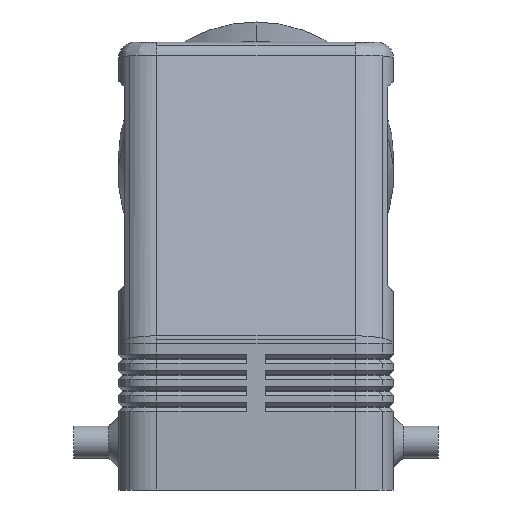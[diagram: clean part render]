
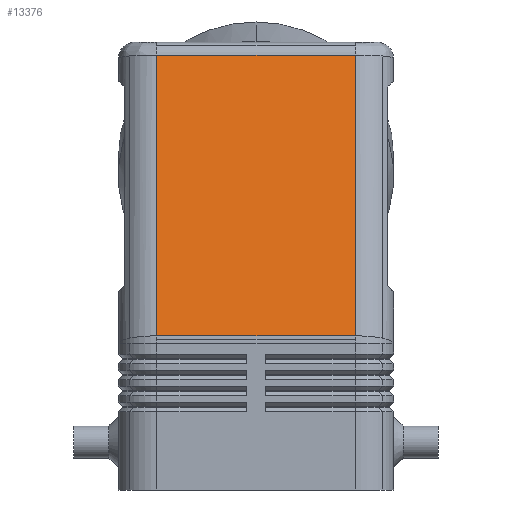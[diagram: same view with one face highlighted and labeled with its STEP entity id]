
A CAD part, left-side view. The second image highlights one B-rep face of the part: STEP entity #13376.
In plain terms, the highlighted planar face has unit normal (-0.98, 0, 0.2).
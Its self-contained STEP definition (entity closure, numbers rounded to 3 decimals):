
#495=CARTESIAN_POINT('',(-36.379,-15.5,24.094));
#496=VERTEX_POINT('',#495);
#504=CARTESIAN_POINT('',(-36.379,15.5,24.094));
#505=VERTEX_POINT('',#504);
#506=CARTESIAN_POINT('',(-36.379,-15.5,24.094));
#507=DIRECTION('',(0.0,1.0,0.0));
#508=VECTOR('',#507,31.);
#509=LINE('',#506,#508);
#510=EDGE_CURVE('',#496,#505,#509,.T.);
#12925=CARTESIAN_POINT('',(-27.409,-15.5,68.));
#12926=VERTEX_POINT('',#12925);
#12934=CARTESIAN_POINT('',(-27.409,-15.5,68.));
#12935=DIRECTION('',(-0.2,0.0,-0.98));
#12936=VECTOR('',#12935,44.813);
#12937=LINE('',#12934,#12936);
#12938=EDGE_CURVE('',#12926,#496,#12937,.T.);
#13353=CARTESIAN_POINT('',(-27.0,0.0,70.));
#13354=DIRECTION('',(-0.98,0.0,0.2));
#13355=DIRECTION('',(0.2,0.0,0.98));
#13356=AXIS2_PLACEMENT_3D('',#13353,#13354,#13355);
#13357=PLANE('',#13356);
#13358=ORIENTED_EDGE('',*,*,#12938,.F.);
#13359=CARTESIAN_POINT('',(-27.409,15.5,68.));
#13360=VERTEX_POINT('',#13359);
#13361=CARTESIAN_POINT('',(-27.409,15.5,68.));
#13362=DIRECTION('',(0.0,-1.0,0.0));
#13363=VECTOR('',#13362,31.);
#13364=LINE('',#13361,#13363);
#13365=EDGE_CURVE('',#13360,#12926,#13364,.T.);
#13366=ORIENTED_EDGE('',*,*,#13365,.F.);
#13367=CARTESIAN_POINT('',(-36.379,15.5,24.094));
#13368=DIRECTION('',(0.2,0.0,0.98));
#13369=VECTOR('',#13368,44.813);
#13370=LINE('',#13367,#13369);
#13371=EDGE_CURVE('',#505,#13360,#13370,.T.);
#13372=ORIENTED_EDGE('',*,*,#13371,.F.);
#13373=ORIENTED_EDGE('',*,*,#510,.F.);
#13374=EDGE_LOOP('',(#13358,#13366,#13372,#13373));
#13375=FACE_OUTER_BOUND('',#13374,.T.);
#13376=ADVANCED_FACE('',(#13375),#13357,.T.);
